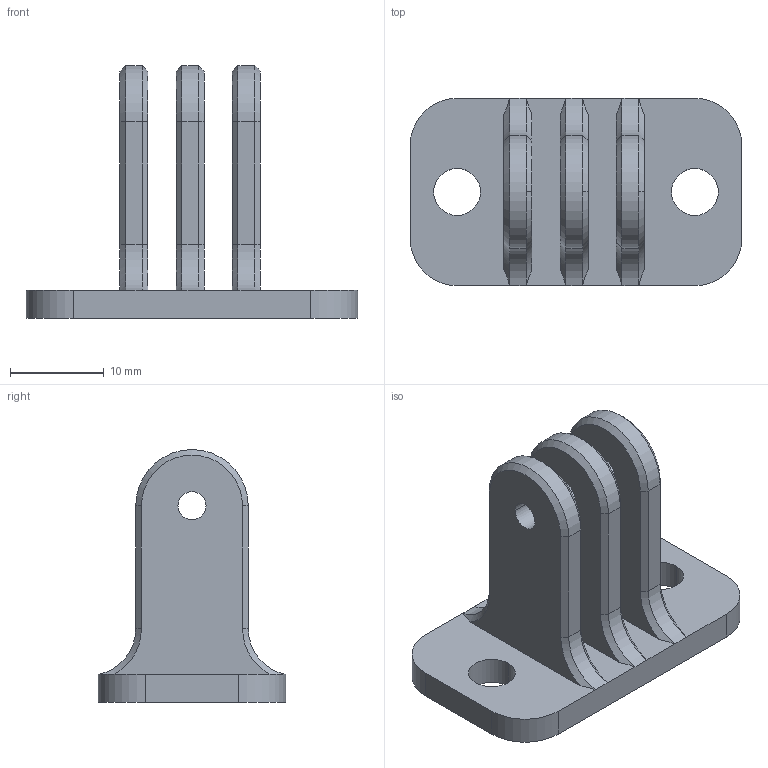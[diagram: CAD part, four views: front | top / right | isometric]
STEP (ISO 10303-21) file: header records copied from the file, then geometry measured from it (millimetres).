
FILE_DESCRIPTION (( 'STEP AP214' ), '1' );
FILE_NAME ('蝓蟈-2025030701.STEP', '2025-03-07T10:23:15', ( '' ), ( '' ), 'SwSTEP 2.0', 'SolidWorks 2018', '' );
FILE_SCHEMA (( 'AUTOMOTIVE_DESIGN' ));
Length unit declared in the file: millimetre
Products named in the file (1): 蝓蟈-2025030701
Bounding box: 35.4 x 20 x 27 mm (x, y, z)
Volume: 4357.9 mm3; surface area: 3661.1 mm2
Topology: 1 solids, 1 shells, 77 faces, 189 edges, 114 vertices
Faces by surface type: plane 33, cylinder 23, cone 21
Entity records: 2311 total; most frequent: CARTESIAN_POINT 417, DIRECTION 403, ORIENTED_EDGE 378, EDGE_CURVE 189, AXIS2_PLACEMENT_3D 148, VERTEX_POINT 114, LINE 107, VECTOR 107
